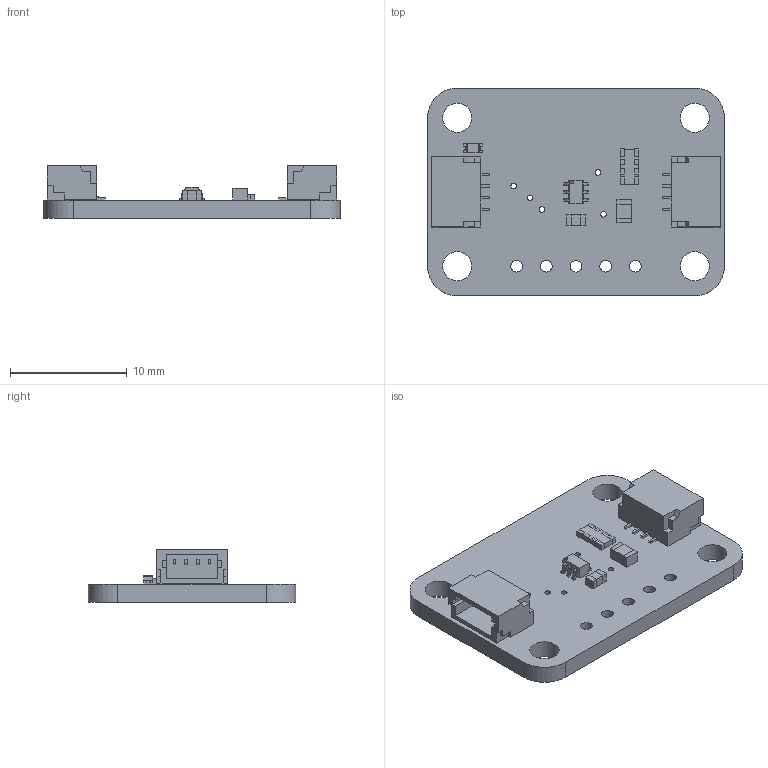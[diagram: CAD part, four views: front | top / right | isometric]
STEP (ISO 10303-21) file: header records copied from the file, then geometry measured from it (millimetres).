
FILE_DESCRIPTION(/* description */ (''),/* implementation_level */ '2;1');
FILE_NAME(/* name */ 'PCB Component.step',/* time_stamp */ '2025-06-04T16:44:24-04:00',/* author */ (''),/* organization */ (''),/* preprocessor_version */ 'ST-DEVELOPER v20.1',/* originating_system */ 'Autodesk Translation Framework v14.10.0.0',/* authorisation */ '');
FILE_SCHEMA (('AUTOMOTIVE_DESIGN { 1 0 10303 214 3 1 1 }'));
Length unit declared in the file: millimetre
Products named in the file (8): PCB Component; Board; 10uF; 0.1uF; 10K; STEMMA_I2C_QT; GREEN; LTC4311_SC70
Assembly tree (8 placements, depth 2):
  PCB Component
    Board
    10uF
    0.1uF
    10K
    STEMMA_I2C_QT  x2
    GREEN
    LTC4311_SC70
Bounding box: 25.4 x 17.78 x 4.53 mm (x, y, z)
Volume: 758.7 mm3; surface area: 1448.9 mm2
Topology: 18 solids, 18 shells, 451 faces, 1208 edges, 804 vertices
Faces by surface type: plane 398, cylinder 49, bspline 4
Full cylindrical faces by diameter (mm): 0.22 x1, 0.483 x7, 1 x5, 2.5 x4
Entity records: 11739 total; most frequent: CARTESIAN_POINT 2052, ORIENTED_EDGE 1928, DIRECTION 1818, EDGE_CURVE 964, LINE 858, VECTOR 858, VERTEX_POINT 642, AXIS2_PLACEMENT_3D 480
